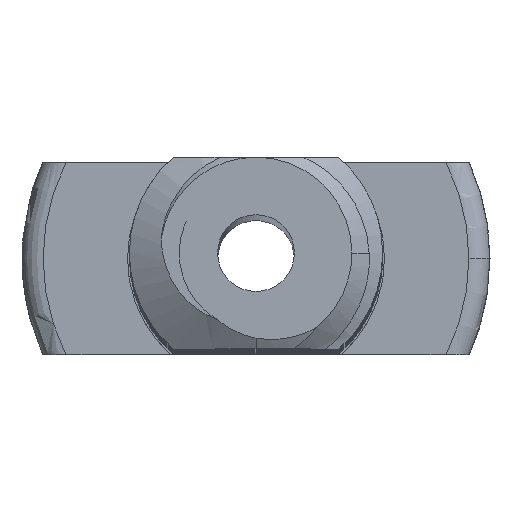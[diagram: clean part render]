
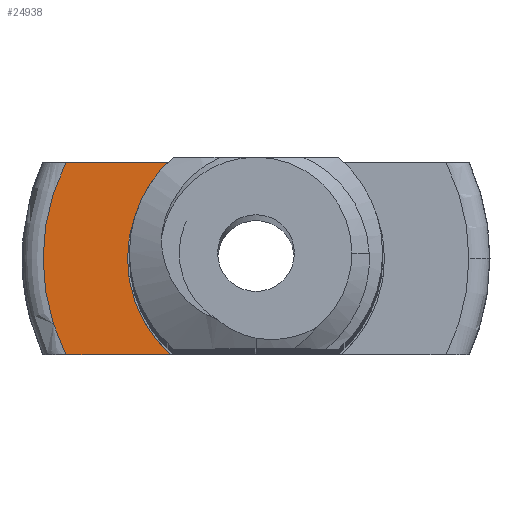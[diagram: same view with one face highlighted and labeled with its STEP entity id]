
A CAD part, top view. The second image highlights one B-rep face of the part: STEP entity #24938.
In plain terms, the highlighted planar face has unit normal (0, 0, 1).
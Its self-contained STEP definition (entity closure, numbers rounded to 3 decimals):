
#6031 = PLANE('',#6032);
#6032 = AXIS2_PLACEMENT_3D('',#6033,#6034,#6035);
#6033 = CARTESIAN_POINT('',(12.5,-2.5,94.59));
#6034 = DIRECTION('',(0.,1.,0.));
#6035 = DIRECTION('',(-1.,0.,0.));
#6820 = PLANE('',#6821);
#6821 = AXIS2_PLACEMENT_3D('',#6822,#6823,#6824);
#6822 = CARTESIAN_POINT('',(-12.5,2.5,94.59));
#6823 = DIRECTION('',(0.,-1.,0.));
#6824 = DIRECTION('',(1.,0.,0.));
#9244 = VERTEX_POINT('',#9245);
#9245 = CARTESIAN_POINT('',(-4.955,-2.5,0.));
#9297 = TOROIDAL_SURFACE('',#9298,5.55,0.55);
#9298 = AXIS2_PLACEMENT_3D('',#9299,#9300,#9301);
#9299 = CARTESIAN_POINT('',(0.,0.,-0.55)
  );
#9300 = DIRECTION('',(0.,0.,1.));
#9301 = DIRECTION('',(1.,0.,0.));
#9328 = EDGE_CURVE('',#9329,#9244,#9331,.T.);
#9329 = VERTEX_POINT('',#9330);
#9330 = CARTESIAN_POINT('',(-2.23,-2.5,0.));
#9331 = SURFACE_CURVE('',#9332,(#9336,#9343),.PCURVE_S1.);
#9332 = LINE('',#9333,#9334);
#9333 = CARTESIAN_POINT('',(6.25,-2.5,0.));
#9334 = VECTOR('',#9335,1.);
#9335 = DIRECTION('',(-1.,0.,0.));
#9336 = PCURVE('',#6031,#9337);
#9337 = DEFINITIONAL_REPRESENTATION('',(#9338),#9342);
#9338 = LINE('',#9339,#9340);
#9339 = CARTESIAN_POINT('',(6.25,-94.59));
#9340 = VECTOR('',#9341,1.);
#9341 = DIRECTION('',(1.,0.));
#9342 = ( GEOMETRIC_REPRESENTATION_CONTEXT(2) 
PARAMETRIC_REPRESENTATION_CONTEXT() REPRESENTATION_CONTEXT('2D SPACE',''
  ) );
#9343 = PCURVE('',#9344,#9349);
#9344 = PLANE('',#9345);
#9345 = AXIS2_PLACEMENT_3D('',#9346,#9347,#9348);
#9346 = CARTESIAN_POINT('',(0.,0.,
    0.));
#9347 = DIRECTION('',(0.,0.,-1.));
#9348 = DIRECTION('',(1.,0.,0.));
#9349 = DEFINITIONAL_REPRESENTATION('',(#9350),#9354);
#9350 = LINE('',#9351,#9352);
#9351 = CARTESIAN_POINT('',(6.25,2.5));
#9352 = VECTOR('',#9353,1.);
#9353 = DIRECTION('',(-1.,0.));
#9354 = ( GEOMETRIC_REPRESENTATION_CONTEXT(2) 
PARAMETRIC_REPRESENTATION_CONTEXT() REPRESENTATION_CONTEXT('2D SPACE',''
  ) );
#9370 = CYLINDRICAL_SURFACE('',#9371,3.35);
#9371 = AXIS2_PLACEMENT_3D('',#9372,#9373,#9374);
#9372 = CARTESIAN_POINT('',(0.,0.,1.8)
  );
#9373 = DIRECTION('',(0.,0.,-1.));
#9374 = DIRECTION('',(1.,0.,0.));
#22715 = VERTEX_POINT('',#22716);
#22716 = CARTESIAN_POINT('',(-2.23,2.5,0.));
#22737 = EDGE_CURVE('',#22738,#22715,#22740,.T.);
#22738 = VERTEX_POINT('',#22739);
#22739 = CARTESIAN_POINT('',(-4.955,2.5,0.));
#22740 = SURFACE_CURVE('',#22741,(#22745,#22752),.PCURVE_S1.);
#22741 = LINE('',#22742,#22743);
#22742 = CARTESIAN_POINT('',(-6.25,2.5,0.));
#22743 = VECTOR('',#22744,1.);
#22744 = DIRECTION('',(1.,0.,0.));
#22745 = PCURVE('',#6820,#22746);
#22746 = DEFINITIONAL_REPRESENTATION('',(#22747),#22751);
#22747 = LINE('',#22748,#22749);
#22748 = CARTESIAN_POINT('',(6.25,-94.59));
#22749 = VECTOR('',#22750,1.);
#22750 = DIRECTION('',(1.,0.));
#22751 = ( GEOMETRIC_REPRESENTATION_CONTEXT(2) 
PARAMETRIC_REPRESENTATION_CONTEXT() REPRESENTATION_CONTEXT('2D SPACE',''
  ) );
#22752 = PCURVE('',#9344,#22753);
#22753 = DEFINITIONAL_REPRESENTATION('',(#22754),#22758);
#22754 = LINE('',#22755,#22756);
#22755 = CARTESIAN_POINT('',(-6.25,-2.5));
#22756 = VECTOR('',#22757,1.);
#22757 = DIRECTION('',(1.,0.));
#22758 = ( GEOMETRIC_REPRESENTATION_CONTEXT(2) 
PARAMETRIC_REPRESENTATION_CONTEXT() REPRESENTATION_CONTEXT('2D SPACE',''
  ) );
#24470 = EDGE_CURVE('',#9329,#22715,#24471,.T.);
#24471 = SURFACE_CURVE('',#24472,(#24477,#24484),.PCURVE_S1.);
#24472 = CIRCLE('',#24473,3.35);
#24473 = AXIS2_PLACEMENT_3D('',#24474,#24475,#24476);
#24474 = CARTESIAN_POINT('',(0.,0.,
    0.));
#24475 = DIRECTION('',(0.,0.,-1.));
#24476 = DIRECTION('',(1.,0.,0.));
#24477 = PCURVE('',#9370,#24478);
#24478 = DEFINITIONAL_REPRESENTATION('',(#24479),#24483);
#24479 = LINE('',#24480,#24481);
#24480 = CARTESIAN_POINT('',(0.,1.8));
#24481 = VECTOR('',#24482,1.);
#24482 = DIRECTION('',(1.,0.));
#24483 = ( GEOMETRIC_REPRESENTATION_CONTEXT(2) 
PARAMETRIC_REPRESENTATION_CONTEXT() REPRESENTATION_CONTEXT('2D SPACE',''
  ) );
#24484 = PCURVE('',#9344,#24485);
#24485 = DEFINITIONAL_REPRESENTATION('',(#24486),#24490);
#24486 = CIRCLE('',#24487,3.35);
#24487 = AXIS2_PLACEMENT_2D('',#24488,#24489);
#24488 = CARTESIAN_POINT('',(0.,0.));
#24489 = DIRECTION('',(1.,0.));
#24490 = ( GEOMETRIC_REPRESENTATION_CONTEXT(2) 
PARAMETRIC_REPRESENTATION_CONTEXT() REPRESENTATION_CONTEXT('2D SPACE',''
  ) );
#24938 = ADVANCED_FACE('',(#24939),#9344,.F.);
#24939 = FACE_BOUND('',#24940,.T.);
#24940 = EDGE_LOOP('',(#24941,#24942,#24943,#24944));
#24941 = ORIENTED_EDGE('',*,*,#9328,.F.);
#24942 = ORIENTED_EDGE('',*,*,#24470,.T.);
#24943 = ORIENTED_EDGE('',*,*,#22737,.F.);
#24944 = ORIENTED_EDGE('',*,*,#24945,.F.);
#24945 = EDGE_CURVE('',#9244,#22738,#24946,.T.);
#24946 = SURFACE_CURVE('',#24947,(#24952,#24959),.PCURVE_S1.);
#24947 = CIRCLE('',#24948,5.55);
#24948 = AXIS2_PLACEMENT_3D('',#24949,#24950,#24951);
#24949 = CARTESIAN_POINT('',(0.,0.,
    0.));
#24950 = DIRECTION('',(0.,0.,-1.));
#24951 = DIRECTION('',(1.,0.,0.));
#24952 = PCURVE('',#9344,#24953);
#24953 = DEFINITIONAL_REPRESENTATION('',(#24954),#24958);
#24954 = CIRCLE('',#24955,5.55);
#24955 = AXIS2_PLACEMENT_2D('',#24956,#24957);
#24956 = CARTESIAN_POINT('',(0.,0.));
#24957 = DIRECTION('',(1.,0.));
#24958 = ( GEOMETRIC_REPRESENTATION_CONTEXT(2) 
PARAMETRIC_REPRESENTATION_CONTEXT() REPRESENTATION_CONTEXT('2D SPACE',''
  ) );
#24959 = PCURVE('',#9297,#24960);
#24960 = DEFINITIONAL_REPRESENTATION('',(#24961),#24965);
#24961 = LINE('',#24962,#24963);
#24962 = CARTESIAN_POINT('',(0.,7.854));
#24963 = VECTOR('',#24964,1.);
#24964 = DIRECTION('',(-1.,0.));
#24965 = ( GEOMETRIC_REPRESENTATION_CONTEXT(2) 
PARAMETRIC_REPRESENTATION_CONTEXT() REPRESENTATION_CONTEXT('2D SPACE',''
  ) );
